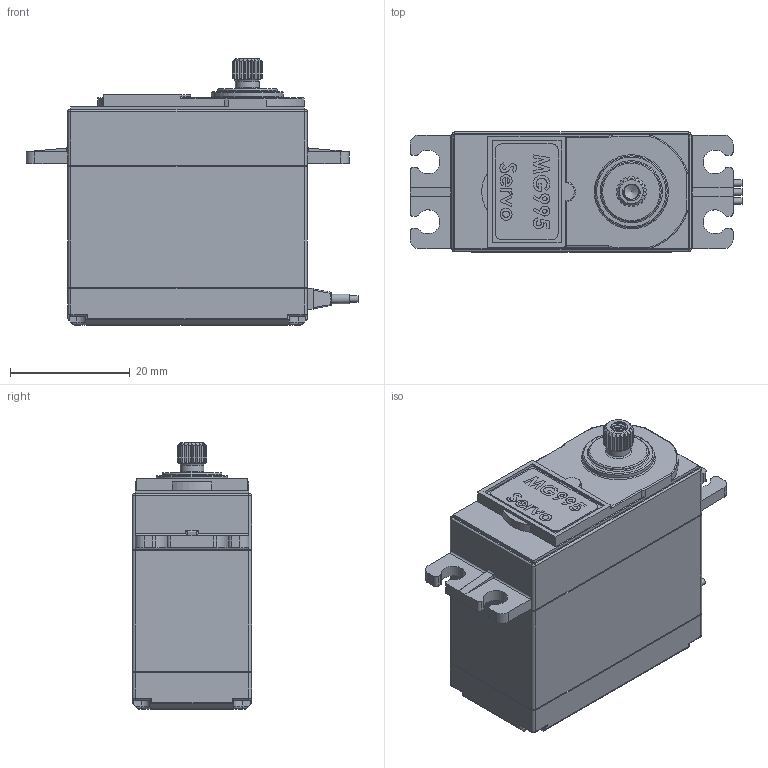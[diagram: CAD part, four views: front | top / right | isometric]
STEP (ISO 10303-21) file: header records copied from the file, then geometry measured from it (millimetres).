
FILE_DESCRIPTION(/* description */ ('STEP AP214'),/* implementation_level */ '2;1');
FILE_NAME(/* name */ 'MG995_ipt_28f8f921.STEP',/* time_stamp */ '2023-05-16T05:44:55+02:00',/* author */ (''),/* organization */ (''),/* preprocessor_version */ 'ST-DEVELOPER v18.1',/* originating_system */ 'Autodesk Inventor 2021',/* authorisation */ '');
FILE_SCHEMA (('AUTOMOTIVE_DESIGN { 1 0 10303 214 3 1 1 }'));
Length unit declared in the file: millimetre
Products named in the file (1): MG995
Bounding box: 55.5 x 20 x 44.5 mm (x, y, z)
Volume: 30709.9 mm3; surface area: 7050.4 mm2
Topology: 1 solids, 1 shells, 430 faces, 1217 edges, 813 vertices
Faces by surface type: cylinder 185, plane 177, cone 38, torus 17, bspline 11, sphere 2
Full cylindrical faces by diameter (mm): 1.1 x3, 2.5 x18, 3.041 x17, 4 x1, 10 x1, 12 x1
Entity records: 17990 total; most frequent: CARTESIAN_POINT 6679, ORIENTED_EDGE 2432, DIRECTION 2125, EDGE_CURVE 1216, VERTEX_POINT 813, AXIS2_PLACEMENT_3D 771, LINE 583, VECTOR 583
